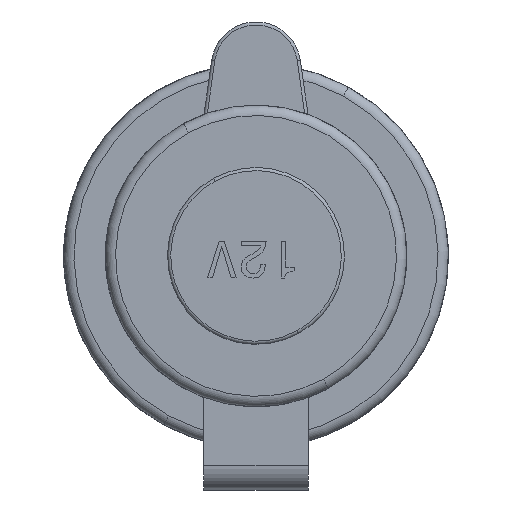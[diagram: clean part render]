
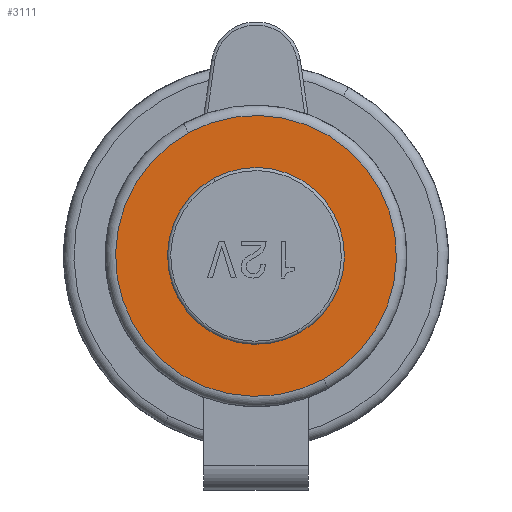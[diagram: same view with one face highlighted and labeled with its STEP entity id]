
A CAD part, front view. The second image highlights one B-rep face of the part: STEP entity #3111.
In plain terms, the highlighted planar face has unit normal (0, -1, 0).
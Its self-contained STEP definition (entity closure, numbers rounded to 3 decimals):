
#182 = EDGE_LOOP ( 'NONE', ( #3002, #9760 ) ) ;
#428 = CIRCLE ( 'NONE', #6137, 13.5 ) ;
#675 = PLANE ( 'NONE',  #8443 ) ;
#857 = CARTESIAN_POINT ( 'NONE',  ( 0., -3.8, 0. ) ) ;
#861 = DIRECTION ( 'NONE',  ( 0., -1., 0. ) ) ;
#1298 = CIRCLE ( 'NONE', #2808, 8.5 ) ;
#1384 = CARTESIAN_POINT ( 'NONE',  ( -6.472, -3.8, 11.847 ) ) ;
#1830 = DIRECTION ( 'NONE',  ( 0., -1., 0. ) ) ;
#2039 = ORIENTED_EDGE ( 'NONE', *, *, #6464, .F. ) ;
#2314 = DIRECTION ( 'NONE',  ( 0., -1., 0. ) ) ;
#2482 = EDGE_CURVE ( 'NONE', #2722, #3320, #428, .T. ) ;
#2631 = CARTESIAN_POINT ( 'NONE',  ( 0., -3.8, 0. ) ) ;
#2722 = VERTEX_POINT ( 'NONE', #1384 ) ;
#2808 = AXIS2_PLACEMENT_3D ( 'NONE', #857, #8134, #9151 ) ;
#3002 = ORIENTED_EDGE ( 'NONE', *, *, #9149, .T. ) ;
#3111 = ADVANCED_FACE ( 'NONE', ( #10651, #9630 ), #675, .T. ) ;
#3320 = VERTEX_POINT ( 'NONE', #10161 ) ;
#3796 = ORIENTED_EDGE ( 'NONE', *, *, #4271, .F. ) ;
#4271 = EDGE_CURVE ( 'NONE', #8935, #8893, #10561, .T. ) ;
#4683 = CARTESIAN_POINT ( 'NONE',  ( 0., -3.8, 0. ) ) ;
#4945 = CARTESIAN_POINT ( 'NONE',  ( 4.075, -3.8, -7.459 ) ) ;
#5368 = DIRECTION ( 'NONE',  ( 1., 0., 0. ) ) ;
#5457 = DIRECTION ( 'NONE',  ( 1., 0., 0. ) ) ;
#6137 = AXIS2_PLACEMENT_3D ( 'NONE', #2631, #6205, #5368 ) ;
#6205 = DIRECTION ( 'NONE',  ( 0., -1., 0. ) ) ;
#6356 = CARTESIAN_POINT ( 'NONE',  ( 0., -3.8, 0. ) ) ;
#6464 = EDGE_CURVE ( 'NONE', #8893, #8935, #1298, .T. ) ;
#6476 = DIRECTION ( 'NONE',  ( 1., 0., 0. ) ) ;
#7016 = CIRCLE ( 'NONE', #10443, 13.5 ) ;
#7260 = EDGE_LOOP ( 'NONE', ( #3796, #2039 ) ) ;
#7737 = CARTESIAN_POINT ( 'NONE',  ( -4.075, -3.8, 7.459 ) ) ;
#7892 = AXIS2_PLACEMENT_3D ( 'NONE', #6356, #1830, #5457 ) ;
#8134 = DIRECTION ( 'NONE',  ( 0., -1., 0. ) ) ;
#8443 = AXIS2_PLACEMENT_3D ( 'NONE', #8680, #2314, #11423 ) ;
#8680 = CARTESIAN_POINT ( 'NONE',  ( 0., -3.8, 8.5 ) ) ;
#8893 = VERTEX_POINT ( 'NONE', #4945 ) ;
#8935 = VERTEX_POINT ( 'NONE', #7737 ) ;
#9149 = EDGE_CURVE ( 'NONE', #3320, #2722, #7016, .T. ) ;
#9151 = DIRECTION ( 'NONE',  ( 1., 0., 0. ) ) ;
#9630 = FACE_BOUND ( 'NONE', #7260, .T. ) ;
#9760 = ORIENTED_EDGE ( 'NONE', *, *, #2482, .T. ) ;
#10161 = CARTESIAN_POINT ( 'NONE',  ( 6.472, -3.8, -11.847 ) ) ;
#10443 = AXIS2_PLACEMENT_3D ( 'NONE', #4683, #861, #6476 ) ;
#10561 = CIRCLE ( 'NONE', #7892, 8.5 ) ;
#10651 = FACE_OUTER_BOUND ( 'NONE', #182, .T. ) ;
#11423 = DIRECTION ( 'NONE',  ( 0., 0., -1. ) ) ;
